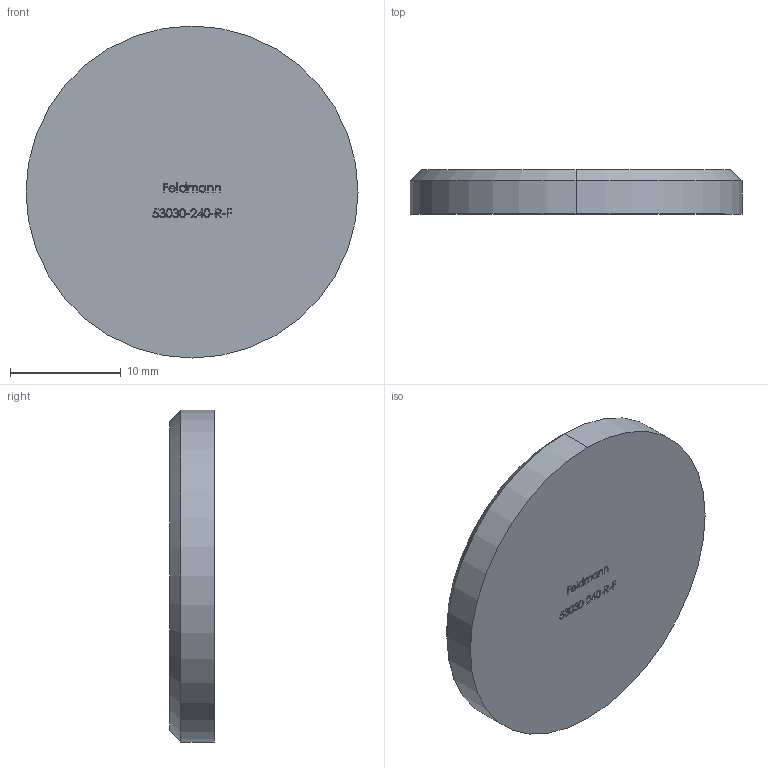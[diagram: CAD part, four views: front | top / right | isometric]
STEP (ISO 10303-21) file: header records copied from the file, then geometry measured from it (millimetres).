
FILE_DESCRIPTION (( 'STEP AP203' ), '1' );
FILE_NAME ('53030-240-R-F.STEP', '2020-10-22T05:59:26', ( '' ), ( '' ), 'SwSTEP 2.0', 'SolidWorks 2018', '' );
FILE_SCHEMA (( 'CONFIG_CONTROL_DESIGN' ));
Length unit declared in the file: millimetre
Products named in the file (2): 53030-240-R-F
Bounding box: 30 x 4 x 30 mm (x, y, z)
Volume: 2781.1 mm3; surface area: 1741 mm2
Topology: 1 solids, 1 shells, 275 faces, 730 edges, 486 vertices
Faces by surface type: plane 149, bspline 122, cone 2, cylinder 2
Entity records: 15489 total; most frequent: CARTESIAN_POINT 9327, ORIENTED_EDGE 1460, DIRECTION 802, EDGE_CURVE 730, VERTEX_POINT 486, VECTOR 480, LINE 480, EDGE_LOOP 304
